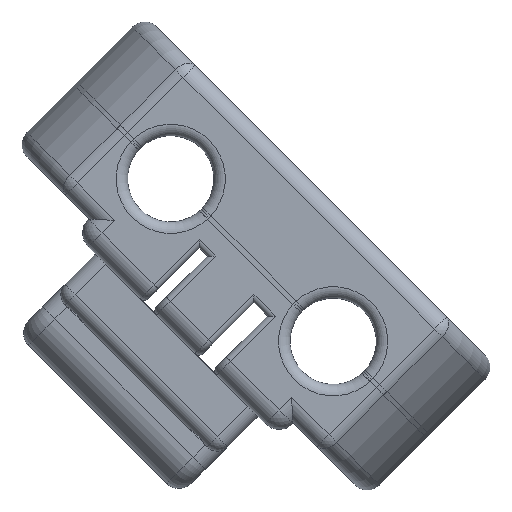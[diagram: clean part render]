
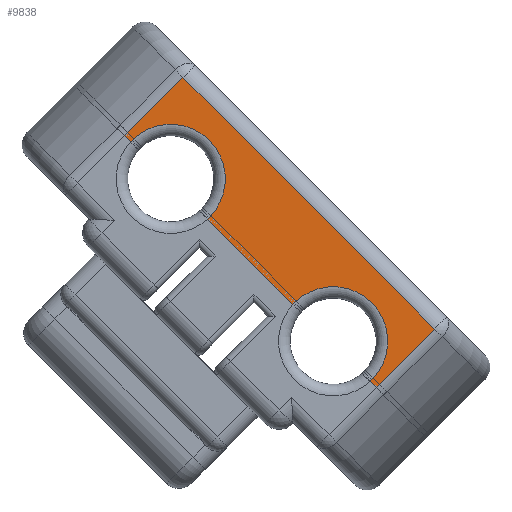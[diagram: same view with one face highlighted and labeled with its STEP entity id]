
A CAD part, front view. The second image highlights one B-rep face of the part: STEP entity #9838.
In plain terms, the highlighted planar face has unit normal (0, -1, 0).
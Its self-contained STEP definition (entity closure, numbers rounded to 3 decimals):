
#1016=CIRCLE('',#10220,9.5);
#1018=CIRCLE('',#10223,9.5);
#1716=FACE_OUTER_BOUND('',#2301,.T.);
#2301=EDGE_LOOP('',(#8274,#8275,#8276,#8277,#8278,#8279,#8280,#8281,#8282,
#8283,#8284,#8285));
#2563=LINE('',#12544,#3223);
#2566=LINE('',#12560,#3226);
#2569=LINE('',#12570,#3229);
#2585=LINE('',#12608,#3245);
#2604=LINE('',#12677,#3264);
#2605=LINE('',#12683,#3265);
#2619=LINE('',#12711,#3279);
#2971=LINE('',#19025,#3631);
#2972=LINE('',#19027,#3632);
#2973=LINE('',#19028,#3633);
#3223=VECTOR('',#10706,10.);
#3226=VECTOR('',#10723,10.);
#3229=VECTOR('',#10732,10.);
#3245=VECTOR('',#10764,10.);
#3264=VECTOR('',#10827,10.);
#3265=VECTOR('',#10832,10.);
#3279=VECTOR('',#10856,10.);
#3631=VECTOR('',#11362,10.);
#3632=VECTOR('',#11363,10.);
#3633=VECTOR('',#11364,10.);
#3883=VERTEX_POINT('',#12540);
#3884=VERTEX_POINT('',#12542);
#3890=VERTEX_POINT('',#12558);
#3892=VERTEX_POINT('',#12566);
#3894=VERTEX_POINT('',#12569);
#3908=VERTEX_POINT('',#12607);
#3935=VERTEX_POINT('',#12673);
#3936=VERTEX_POINT('',#12675);
#3937=VERTEX_POINT('',#12679);
#3939=VERTEX_POINT('',#12682);
#4543=VERTEX_POINT('',#19024);
#4544=VERTEX_POINT('',#19026);
#4859=EDGE_CURVE('',#3883,#3884,#2563,.T.);
#4867=EDGE_CURVE('',#3890,#3884,#2566,.T.);
#4872=EDGE_CURVE('',#3892,#3894,#2569,.T.);
#4891=EDGE_CURVE('',#3894,#3908,#2585,.T.);
#4924=EDGE_CURVE('',#3935,#3936,#2604,.T.);
#4926=EDGE_CURVE('',#3937,#3939,#2605,.T.);
#4941=EDGE_CURVE('',#3939,#3936,#2619,.T.);
#5839=EDGE_CURVE('',#3935,#3892,#1016,.T.);
#5841=EDGE_CURVE('',#3883,#3937,#1018,.T.);
#5842=EDGE_CURVE('',#4543,#3890,#2971,.T.);
#5843=EDGE_CURVE('',#4544,#4543,#2972,.T.);
#5844=EDGE_CURVE('',#4544,#3908,#2973,.T.);
#8274=ORIENTED_EDGE('',*,*,#5839,.F.);
#8275=ORIENTED_EDGE('',*,*,#4924,.T.);
#8276=ORIENTED_EDGE('',*,*,#4941,.F.);
#8277=ORIENTED_EDGE('',*,*,#4926,.F.);
#8278=ORIENTED_EDGE('',*,*,#5841,.F.);
#8279=ORIENTED_EDGE('',*,*,#4859,.T.);
#8280=ORIENTED_EDGE('',*,*,#4867,.F.);
#8281=ORIENTED_EDGE('',*,*,#5842,.F.);
#8282=ORIENTED_EDGE('',*,*,#5843,.F.);
#8283=ORIENTED_EDGE('',*,*,#5844,.T.);
#8284=ORIENTED_EDGE('',*,*,#4891,.F.);
#8285=ORIENTED_EDGE('',*,*,#4872,.F.);
#9426=PLANE('',#10222);
#9838=ADVANCED_FACE('',(#1716),#9426,.F.);
#10220=AXIS2_PLACEMENT_3D('',#19020,#11354,#11355);
#10222=AXIS2_PLACEMENT_3D('',#19022,#11358,#11359);
#10223=AXIS2_PLACEMENT_3D('',#19023,#11360,#11361);
#10706=DIRECTION('',(-0.707,0.,-0.707));
#10723=DIRECTION('',(-0.707,0.,0.707));
#10732=DIRECTION('',(-0.707,0.,-0.707));
#10764=DIRECTION('',(-0.707,0.,0.707));
#10827=DIRECTION('',(-0.707,0.,-0.707));
#10832=DIRECTION('',(-0.707,0.,-0.707));
#10856=DIRECTION('',(-0.707,0.,0.707));
#11354=DIRECTION('center_axis',(0.,-1.,0.));
#11355=DIRECTION('ref_axis',(0.707,0.,0.707));
#11358=DIRECTION('center_axis',(0.,1.,0.));
#11359=DIRECTION('ref_axis',(-1.,0.,0.));
#11360=DIRECTION('center_axis',(0.,-1.,0.));
#11361=DIRECTION('ref_axis',(0.707,0.,0.707));
#11362=DIRECTION('',(-0.707,0.,-0.707));
#11363=DIRECTION('',(0.707,0.,-0.707));
#11364=DIRECTION('',(-0.707,0.,-0.707));
#12540=CARTESIAN_POINT('',(19.744,55.,-80.71));
#12542=CARTESIAN_POINT('',(19.461,55.,-80.993));
#12544=CARTESIAN_POINT('',(19.744,55.,-80.71));
#12558=CARTESIAN_POINT('',(20.51,55.,-82.042));
#12560=CARTESIAN_POINT('',(-24.026,55.,-37.506));
#12566=CARTESIAN_POINT('',(-21.976,55.,-38.991));
#12569=CARTESIAN_POINT('',(-22.258,55.,-39.273));
#12570=CARTESIAN_POINT('',(-21.976,55.,-38.991));
#12607=CARTESIAN_POINT('',(-23.308,55.,-38.224));
#12608=CARTESIAN_POINT('',(-1.399,55.,-60.133));
#12673=CARTESIAN_POINT('',(-8.541,55.,-52.426));
#12675=CARTESIAN_POINT('',(-8.823,55.,-52.708));
#12677=CARTESIAN_POINT('',(-8.541,55.,-52.426));
#12679=CARTESIAN_POINT('',(6.309,55.,-67.275));
#12682=CARTESIAN_POINT('',(6.026,55.,-67.558));
#12683=CARTESIAN_POINT('',(6.309,55.,-67.275));
#12711=CARTESIAN_POINT('',(-8.823,55.,-52.708));
#19020=CARTESIAN_POINT('Origin',(-15.258,55.,-45.708));
#19022=CARTESIAN_POINT('Origin',(-1.116,55.,-59.85));
#19023=CARTESIAN_POINT('Origin',(13.026,55.,-73.992));
#19024=CARTESIAN_POINT('',(30.693,55.,-71.86));
#19025=CARTESIAN_POINT('',(32.814,55.,-69.738));
#19026=CARTESIAN_POINT('',(-13.125,55.,-28.042));
#19027=CARTESIAN_POINT('',(-2.53,55.,-38.637));
#19028=CARTESIAN_POINT('',(-23.025,55.,-37.941));
